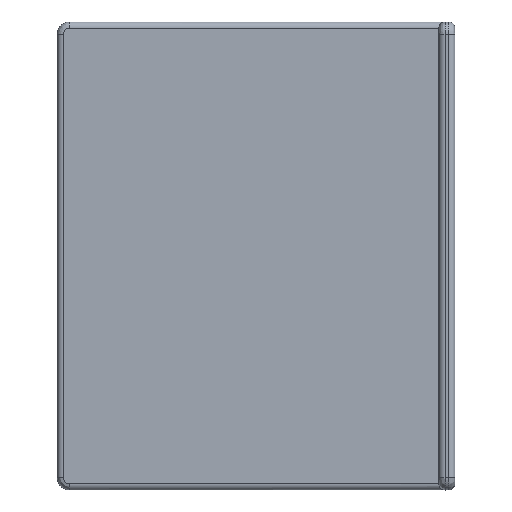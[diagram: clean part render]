
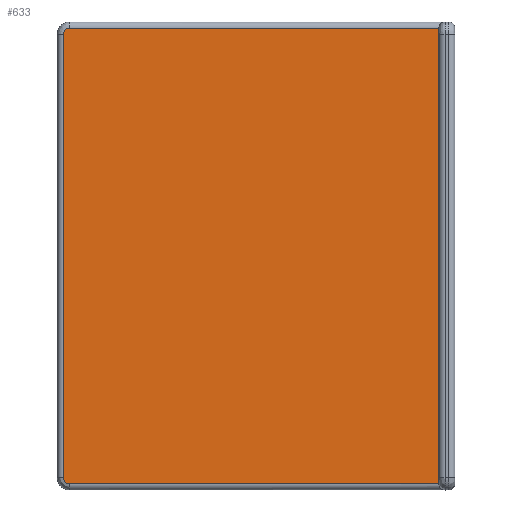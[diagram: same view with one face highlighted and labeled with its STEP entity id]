
A CAD part, left-side view. The second image highlights one B-rep face of the part: STEP entity #633.
In plain terms, the highlighted planar face has unit normal (-1, 0, 0).
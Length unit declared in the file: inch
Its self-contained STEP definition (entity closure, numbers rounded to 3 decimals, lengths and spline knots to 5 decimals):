
#25=PLANE('',#718);
#60=FACE_OUTER_BOUND('',#104,.T.);
#104=EDGE_LOOP('',(#475,#476,#477,#478,#479,#480));
#139=CIRCLE('',#691,0.01969);
#153=CIRCLE('',#719,0.01969);
#194=LINE('',#1128,#236);
#197=LINE('',#1146,#239);
#199=LINE('',#1157,#241);
#200=LINE('',#1159,#242);
#236=VECTOR('',#825,1.41732);
#239=VECTOR('',#848,1.1811);
#241=VECTOR('',#862,1.45669);
#242=VECTOR('',#863,1.1811);
#275=VERTEX_POINT('',#1100);
#276=VERTEX_POINT('',#1102);
#283=VERTEX_POINT('',#1126);
#286=VERTEX_POINT('',#1136);
#291=VERTEX_POINT('',#1156);
#292=VERTEX_POINT('',#1158);
#332=EDGE_CURVE('',#276,#275,#139,.T.);
#344=EDGE_CURVE('',#283,#275,#194,.T.);
#353=EDGE_CURVE('',#276,#286,#197,.T.);
#358=EDGE_CURVE('',#286,#291,#199,.T.);
#359=EDGE_CURVE('',#291,#292,#200,.T.);
#360=EDGE_CURVE('',#283,#292,#153,.T.);
#475=ORIENTED_EDGE('',*,*,#358,.T.);
#476=ORIENTED_EDGE('',*,*,#359,.T.);
#477=ORIENTED_EDGE('',*,*,#360,.F.);
#478=ORIENTED_EDGE('',*,*,#344,.T.);
#479=ORIENTED_EDGE('',*,*,#332,.F.);
#480=ORIENTED_EDGE('',*,*,#353,.T.);
#633=ADVANCED_FACE('',(#60),#25,.T.);
#691=AXIS2_PLACEMENT_3D('',#1104,#796,#797);
#718=AXIS2_PLACEMENT_3D('',#1155,#860,#861);
#719=AXIS2_PLACEMENT_3D('',#1160,#864,#865);
#796=DIRECTION('center_axis',(1.,0.,0.));
#797=DIRECTION('ref_axis',(0.,1.,0.));
#825=DIRECTION('',(0.,0.,-1.));
#848=DIRECTION('',(0.,-1.,0.));
#860=DIRECTION('center_axis',(-1.,0.,0.));
#861=DIRECTION('ref_axis',(0.,0.,1.));
#862=DIRECTION('',(0.,0.,1.));
#863=DIRECTION('',(0.,1.,0.));
#864=DIRECTION('center_axis',(1.,0.,0.));
#865=DIRECTION('ref_axis',(0.,0.,1.));
#1100=CARTESIAN_POINT('',(-0.03937,1.25197,-0.70866));
#1102=CARTESIAN_POINT('',(-0.03937,1.23228,-0.72835));
#1104=CARTESIAN_POINT('Origin',(-0.03937,1.23228,-0.70866));
#1126=CARTESIAN_POINT('',(-0.03937,1.25197,0.70866));
#1128=CARTESIAN_POINT('',(-0.03937,1.25197,0.70866));
#1136=CARTESIAN_POINT('',(-0.03937,0.05118,-0.72835));
#1146=CARTESIAN_POINT('',(-0.03937,1.23228,-0.72835));
#1155=CARTESIAN_POINT('Origin',(-0.03937,1.27165,-0.74803));
#1156=CARTESIAN_POINT('',(-0.03937,0.05118,0.72835));
#1157=CARTESIAN_POINT('',(-0.03937,0.05118,-0.72835));
#1158=CARTESIAN_POINT('',(-0.03937,1.23228,0.72835));
#1159=CARTESIAN_POINT('',(-0.03937,0.05118,0.72835));
#1160=CARTESIAN_POINT('Origin',(-0.03937,1.23228,0.70866));
